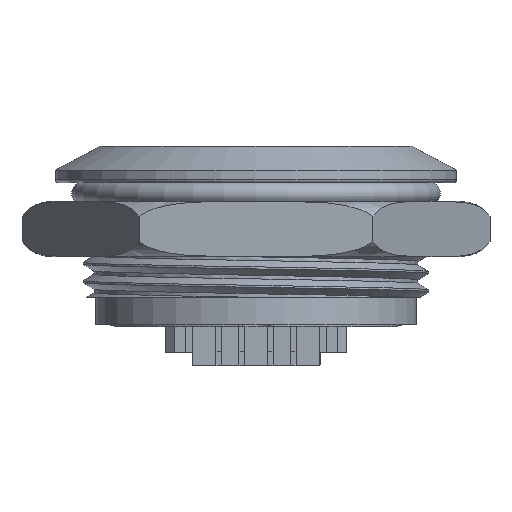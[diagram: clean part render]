
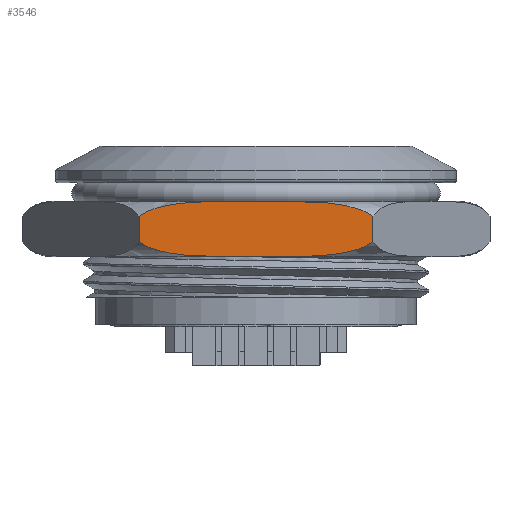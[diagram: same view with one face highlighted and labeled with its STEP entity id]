
A CAD part, front view. The second image highlights one B-rep face of the part: STEP entity #3546.
In plain terms, the highlighted planar face has unit normal (0, -1, 0).
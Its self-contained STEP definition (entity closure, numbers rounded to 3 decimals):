
#1202=LINE('',#23666,#2299);
#1212=LINE('',#23771,#2309);
#1214=LINE('',#23790,#2311);
#1215=LINE('',#23811,#2312);
#2299=VECTOR('',#13358,1.);
#2309=VECTOR('',#13384,1.);
#2311=VECTOR('',#13388,1.);
#2312=VECTOR('',#13389,1.);
#2821=PLANE('',#10924);
#3546=ADVANCED_FACE('',(#4094),#2821,.T.);
#4094=FACE_OUTER_BOUND('',#4744,.T.);
#4744=EDGE_LOOP('',(#7647,#7648,#7649,#7650,#7651,#7652,#7653,#7654));
#4913=B_SPLINE_CURVE_WITH_KNOTS('',3,(#23782,#23783,#23784,#23785,#23786,
#23787),.UNSPECIFIED.,.F.,.F.,(4,2,4),(0.,0.5,1.),.UNSPECIFIED.);
#4914=B_SPLINE_CURVE_WITH_KNOTS('',3,(#23792,#23793,#23794,#23795,#23796,
#23797),.UNSPECIFIED.,.F.,.F.,(4,2,4),(0.,0.5,1.),.UNSPECIFIED.);
#4915=B_SPLINE_CURVE_WITH_KNOTS('',3,(#23798,#23799,#23800,#23801,#23802,
#23803),.UNSPECIFIED.,.F.,.F.,(4,2,4),(0.,0.5,1.),.UNSPECIFIED.);
#4916=B_SPLINE_CURVE_WITH_KNOTS('',3,(#23804,#23805,#23806,#23807,#23808,
#23809),.UNSPECIFIED.,.F.,.F.,(4,2,4),(0.,0.5,1.),.UNSPECIFIED.);
#7647=ORIENTED_EDGE('',*,*,#10067,.F.);
#7648=ORIENTED_EDGE('',*,*,#10068,.F.);
#7649=ORIENTED_EDGE('',*,*,#10069,.F.);
#7650=ORIENTED_EDGE('',*,*,#10064,.F.);
#7651=ORIENTED_EDGE('',*,*,#10070,.F.);
#7652=ORIENTED_EDGE('',*,*,#10038,.T.);
#7653=ORIENTED_EDGE('',*,*,#10071,.F.);
#7654=ORIENTED_EDGE('',*,*,#10072,.T.);
#8656=VERTEX_POINT('',#23665);
#8657=VERTEX_POINT('',#23667);
#8677=VERTEX_POINT('',#23770);
#8678=VERTEX_POINT('',#23772);
#8680=VERTEX_POINT('',#23788);
#8681=VERTEX_POINT('',#23789);
#8682=VERTEX_POINT('',#23791);
#8683=VERTEX_POINT('',#23810);
#10038=EDGE_CURVE('',#8657,#8656,#1202,.T.);
#10064=EDGE_CURVE('',#8677,#8678,#1212,.T.);
#10067=EDGE_CURVE('',#8680,#8681,#4913,.T.);
#10068=EDGE_CURVE('',#8682,#8680,#1214,.T.);
#10069=EDGE_CURVE('',#8678,#8682,#4914,.T.);
#10070=EDGE_CURVE('',#8657,#8677,#4915,.T.);
#10071=EDGE_CURVE('',#8683,#8656,#4916,.T.);
#10072=EDGE_CURVE('',#8683,#8681,#1215,.T.);
#10924=AXIS2_PLACEMENT_3D('',#23812,#13390,#13391);
#13358=DIRECTION('',(1.,0.,0.));
#13384=DIRECTION('',(0.,0.,1.));
#13388=DIRECTION('',(1.,0.,0.));
#13389=DIRECTION('',(0.,0.,1.));
#13390=DIRECTION('',(0.,-1.,0.));
#13391=DIRECTION('',(1.,0.,0.));
#23665=CARTESIAN_POINT('',(1.499,-11.,5.3));
#23666=CARTESIAN_POINT('',(-6.351,-11.,5.3));
#23667=CARTESIAN_POINT('',(-1.499,-11.,5.3));
#23770=CARTESIAN_POINT('',(-6.351,-11.,6.1));
#23771=CARTESIAN_POINT('',(-6.351,-11.,5.3));
#23772=CARTESIAN_POINT('',(-6.351,-11.,7.5));
#23782=CARTESIAN_POINT('',(1.499,-11.,8.3));
#23783=CARTESIAN_POINT('',(2.329,-11.,8.3));
#23784=CARTESIAN_POINT('',(3.159,-11.,8.297));
#23785=CARTESIAN_POINT('',(4.815,-11.,8.12));
#23786=CARTESIAN_POINT('',(5.658,-11.,7.962));
#23787=CARTESIAN_POINT('',(6.351,-11.,7.5));
#23788=CARTESIAN_POINT('',(1.499,-11.,8.3));
#23789=CARTESIAN_POINT('',(6.351,-11.,7.5));
#23790=CARTESIAN_POINT('',(-6.351,-11.,8.3));
#23791=CARTESIAN_POINT('',(-1.499,-11.,8.3));
#23792=CARTESIAN_POINT('',(-6.351,-11.,7.5));
#23793=CARTESIAN_POINT('',(-5.657,-11.,7.963));
#23794=CARTESIAN_POINT('',(-4.811,-11.,8.12));
#23795=CARTESIAN_POINT('',(-3.164,-11.,8.296));
#23796=CARTESIAN_POINT('',(-2.33,-11.,8.3));
#23797=CARTESIAN_POINT('',(-1.499,-11.,8.3));
#23798=CARTESIAN_POINT('',(-1.499,-11.,5.3));
#23799=CARTESIAN_POINT('',(-2.329,-11.,5.3));
#23800=CARTESIAN_POINT('',(-3.159,-11.,5.303));
#23801=CARTESIAN_POINT('',(-4.815,-11.,5.48));
#23802=CARTESIAN_POINT('',(-5.658,-11.,5.638));
#23803=CARTESIAN_POINT('',(-6.351,-11.,6.1));
#23804=CARTESIAN_POINT('',(6.351,-11.,6.1));
#23805=CARTESIAN_POINT('',(5.657,-11.,5.637));
#23806=CARTESIAN_POINT('',(4.811,-11.,5.48));
#23807=CARTESIAN_POINT('',(3.164,-11.,5.304));
#23808=CARTESIAN_POINT('',(2.33,-11.,5.3));
#23809=CARTESIAN_POINT('',(1.499,-11.,5.3));
#23810=CARTESIAN_POINT('',(6.351,-11.,6.1));
#23811=CARTESIAN_POINT('',(6.351,-11.,5.3));
#23812=CARTESIAN_POINT('',(-6.351,-11.,5.3));
